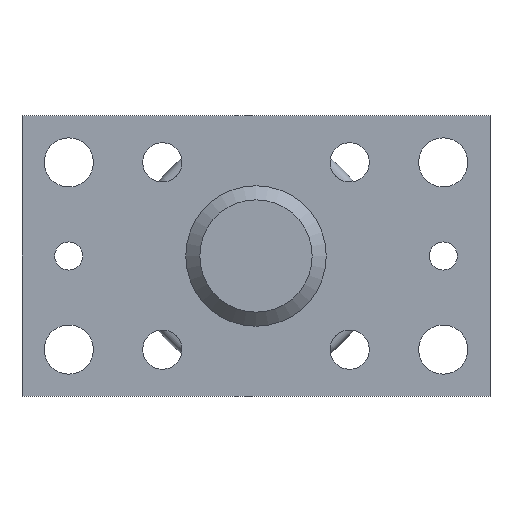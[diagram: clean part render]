
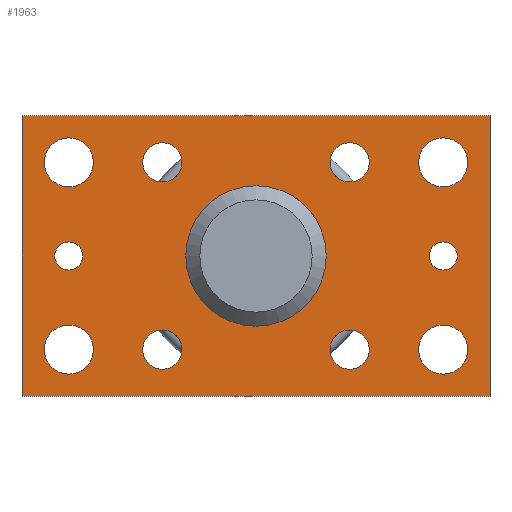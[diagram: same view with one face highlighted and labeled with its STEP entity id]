
A CAD part, left-side view. The second image highlights one B-rep face of the part: STEP entity #1963.
In plain terms, the highlighted planar face has unit normal (-1, 0, 0).
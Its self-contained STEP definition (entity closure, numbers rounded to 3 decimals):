
#125=FACE_BOUND('',#342,.T.);
#126=FACE_BOUND('',#343,.T.);
#127=FACE_BOUND('',#344,.T.);
#128=FACE_BOUND('',#345,.T.);
#129=FACE_BOUND('',#346,.T.);
#130=FACE_BOUND('',#347,.T.);
#131=FACE_BOUND('',#348,.T.);
#132=FACE_BOUND('',#349,.T.);
#133=FACE_BOUND('',#350,.T.);
#134=FACE_BOUND('',#351,.T.);
#135=FACE_BOUND('',#352,.T.);
#164=PLANE('',#2121);
#226=FACE_OUTER_BOUND('',#341,.T.);
#341=EDGE_LOOP('',(#1426,#1427,#1428,#1429));
#342=EDGE_LOOP('',(#1430));
#343=EDGE_LOOP('',(#1431));
#344=EDGE_LOOP('',(#1432));
#345=EDGE_LOOP('',(#1433));
#346=EDGE_LOOP('',(#1434));
#347=EDGE_LOOP('',(#1435));
#348=EDGE_LOOP('',(#1436));
#349=EDGE_LOOP('',(#1437));
#350=EDGE_LOOP('',(#1438));
#351=EDGE_LOOP('',(#1439));
#352=EDGE_LOOP('',(#1440));
#478=LINE('',#3160,#571);
#481=LINE('',#3165,#574);
#483=LINE('',#3169,#576);
#485=LINE('',#3172,#578);
#571=VECTOR('',#2479,10.);
#574=VECTOR('',#2484,10.);
#576=VECTOR('',#2488,10.);
#578=VECTOR('',#2492,10.);
#651=CIRCLE('',#2074,15.);
#673=CIRCLE('',#2098,4.188);
#674=CIRCLE('',#2100,4.188);
#675=CIRCLE('',#2102,4.188);
#676=CIRCLE('',#2104,4.188);
#677=CIRCLE('',#2106,3.);
#678=CIRCLE('',#2108,3.);
#679=CIRCLE('',#2110,5.25);
#680=CIRCLE('',#2112,5.25);
#681=CIRCLE('',#2114,5.25);
#682=CIRCLE('',#2116,5.25);
#846=VERTEX_POINT('',#3063);
#872=VERTEX_POINT('',#3118);
#873=VERTEX_POINT('',#3122);
#874=VERTEX_POINT('',#3126);
#875=VERTEX_POINT('',#3130);
#876=VERTEX_POINT('',#3134);
#877=VERTEX_POINT('',#3138);
#878=VERTEX_POINT('',#3142);
#879=VERTEX_POINT('',#3146);
#880=VERTEX_POINT('',#3150);
#881=VERTEX_POINT('',#3154);
#882=VERTEX_POINT('',#3158);
#883=VERTEX_POINT('',#3159);
#884=VERTEX_POINT('',#3164);
#885=VERTEX_POINT('',#3168);
#1045=EDGE_CURVE('',#846,#846,#651,.T.);
#1072=EDGE_CURVE('',#872,#872,#673,.T.);
#1074=EDGE_CURVE('',#873,#873,#674,.T.);
#1076=EDGE_CURVE('',#874,#874,#675,.T.);
#1078=EDGE_CURVE('',#875,#875,#676,.T.);
#1080=EDGE_CURVE('',#876,#876,#677,.T.);
#1082=EDGE_CURVE('',#877,#877,#678,.T.);
#1084=EDGE_CURVE('',#878,#878,#679,.T.);
#1086=EDGE_CURVE('',#879,#879,#680,.T.);
#1088=EDGE_CURVE('',#880,#880,#681,.T.);
#1090=EDGE_CURVE('',#881,#881,#682,.T.);
#1091=EDGE_CURVE('',#882,#883,#478,.T.);
#1094=EDGE_CURVE('',#884,#882,#481,.T.);
#1096=EDGE_CURVE('',#885,#884,#483,.T.);
#1098=EDGE_CURVE('',#883,#885,#485,.T.);
#1426=ORIENTED_EDGE('',*,*,#1098,.F.);
#1427=ORIENTED_EDGE('',*,*,#1091,.F.);
#1428=ORIENTED_EDGE('',*,*,#1094,.F.);
#1429=ORIENTED_EDGE('',*,*,#1096,.F.);
#1430=ORIENTED_EDGE('',*,*,#1045,.T.);
#1431=ORIENTED_EDGE('',*,*,#1072,.T.);
#1432=ORIENTED_EDGE('',*,*,#1074,.T.);
#1433=ORIENTED_EDGE('',*,*,#1076,.T.);
#1434=ORIENTED_EDGE('',*,*,#1078,.T.);
#1435=ORIENTED_EDGE('',*,*,#1080,.T.);
#1436=ORIENTED_EDGE('',*,*,#1082,.T.);
#1437=ORIENTED_EDGE('',*,*,#1084,.T.);
#1438=ORIENTED_EDGE('',*,*,#1086,.T.);
#1439=ORIENTED_EDGE('',*,*,#1088,.T.);
#1440=ORIENTED_EDGE('',*,*,#1090,.T.);
#1963=ADVANCED_FACE('',(#226,#125,#126,#127,#128,#129,#130,#131,#132,#133,
#134,#135),#164,.F.);
#2074=AXIS2_PLACEMENT_3D('',#3065,#2377,#2378);
#2098=AXIS2_PLACEMENT_3D('',#3120,#2430,#2431);
#2100=AXIS2_PLACEMENT_3D('',#3124,#2435,#2436);
#2102=AXIS2_PLACEMENT_3D('',#3128,#2440,#2441);
#2104=AXIS2_PLACEMENT_3D('',#3132,#2445,#2446);
#2106=AXIS2_PLACEMENT_3D('',#3136,#2450,#2451);
#2108=AXIS2_PLACEMENT_3D('',#3140,#2455,#2456);
#2110=AXIS2_PLACEMENT_3D('',#3144,#2460,#2461);
#2112=AXIS2_PLACEMENT_3D('',#3148,#2465,#2466);
#2114=AXIS2_PLACEMENT_3D('',#3152,#2470,#2471);
#2116=AXIS2_PLACEMENT_3D('',#3156,#2475,#2476);
#2121=AXIS2_PLACEMENT_3D('',#3173,#2493,#2494);
#2377=DIRECTION('center_axis',(1.,0.,0.));
#2378=DIRECTION('ref_axis',(0.,1.,0.));
#2430=DIRECTION('center_axis',(1.,0.,0.));
#2431=DIRECTION('ref_axis',(0.,1.,0.));
#2435=DIRECTION('center_axis',(1.,0.,0.));
#2436=DIRECTION('ref_axis',(0.,1.,0.));
#2440=DIRECTION('center_axis',(1.,0.,0.));
#2441=DIRECTION('ref_axis',(0.,1.,0.));
#2445=DIRECTION('center_axis',(1.,0.,0.));
#2446=DIRECTION('ref_axis',(0.,1.,0.));
#2450=DIRECTION('center_axis',(1.,0.,0.));
#2451=DIRECTION('ref_axis',(0.,1.,0.));
#2455=DIRECTION('center_axis',(1.,0.,0.));
#2456=DIRECTION('ref_axis',(0.,1.,0.));
#2460=DIRECTION('center_axis',(1.,0.,0.));
#2461=DIRECTION('ref_axis',(0.,1.,0.));
#2465=DIRECTION('center_axis',(1.,0.,0.));
#2466=DIRECTION('ref_axis',(0.,1.,0.));
#2470=DIRECTION('center_axis',(1.,0.,0.));
#2471=DIRECTION('ref_axis',(0.,1.,0.));
#2475=DIRECTION('center_axis',(1.,0.,0.));
#2476=DIRECTION('ref_axis',(0.,1.,0.));
#2479=DIRECTION('',(0.,0.,1.));
#2484=DIRECTION('',(0.,1.,0.));
#2488=DIRECTION('',(0.,0.,-1.));
#2492=DIRECTION('',(0.,-1.,0.));
#2493=DIRECTION('center_axis',(1.,0.,0.));
#2494=DIRECTION('ref_axis',(0.,1.,0.));
#3063=CARTESIAN_POINT('',(-22.4,-13.002,0.));
#3065=CARTESIAN_POINT('Origin',(-22.4,1.998,0.));
#3118=CARTESIAN_POINT('',(-22.4,17.81,-20.));
#3120=CARTESIAN_POINT('Origin',(-22.4,21.998,-20.));
#3122=CARTESIAN_POINT('',(-22.4,-22.19,20.));
#3124=CARTESIAN_POINT('Origin',(-22.4,-18.002,20.));
#3126=CARTESIAN_POINT('',(-22.4,17.81,20.));
#3128=CARTESIAN_POINT('Origin',(-22.4,21.998,20.));
#3130=CARTESIAN_POINT('',(-22.4,-22.19,-20.));
#3132=CARTESIAN_POINT('Origin',(-22.4,-18.002,-20.));
#3134=CARTESIAN_POINT('',(-22.4,-41.002,0.));
#3136=CARTESIAN_POINT('Origin',(-22.4,-38.002,0.));
#3138=CARTESIAN_POINT('',(-22.4,38.998,0.));
#3140=CARTESIAN_POINT('Origin',(-22.4,41.998,0.));
#3142=CARTESIAN_POINT('',(-22.4,36.748,-20.));
#3144=CARTESIAN_POINT('Origin',(-22.4,41.998,-20.));
#3146=CARTESIAN_POINT('',(-22.4,-43.252,20.));
#3148=CARTESIAN_POINT('Origin',(-22.4,-38.002,20.));
#3150=CARTESIAN_POINT('',(-22.4,36.748,20.));
#3152=CARTESIAN_POINT('Origin',(-22.4,41.998,20.));
#3154=CARTESIAN_POINT('',(-22.4,-43.252,-20.));
#3156=CARTESIAN_POINT('Origin',(-22.4,-38.002,-20.));
#3158=CARTESIAN_POINT('',(-22.4,51.998,-30.));
#3159=CARTESIAN_POINT('',(-22.4,51.998,30.));
#3160=CARTESIAN_POINT('',(-22.4,51.998,-30.));
#3164=CARTESIAN_POINT('',(-22.4,-48.002,-30.));
#3165=CARTESIAN_POINT('',(-22.4,-48.002,-30.));
#3168=CARTESIAN_POINT('',(-22.4,-48.002,30.));
#3169=CARTESIAN_POINT('',(-22.4,-48.002,30.));
#3172=CARTESIAN_POINT('',(-22.4,51.998,30.));
#3173=CARTESIAN_POINT('Origin',(-22.4,1.998,0.));
